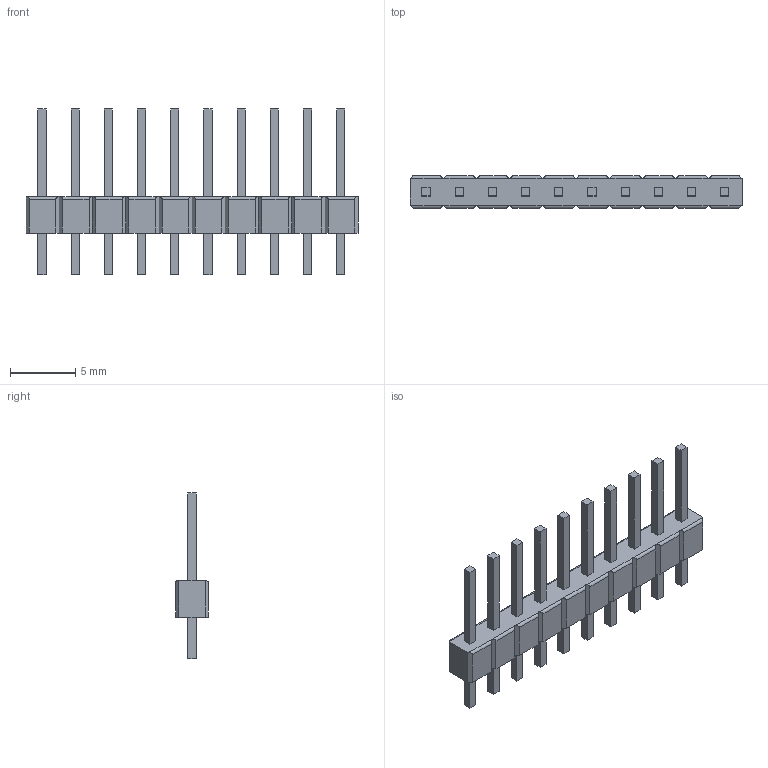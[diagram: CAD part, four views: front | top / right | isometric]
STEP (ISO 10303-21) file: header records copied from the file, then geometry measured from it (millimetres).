
FILE_DESCRIPTION((''),'2;1');
FILE_NAME('C-1-826629-0','2017-03-15T',('workeradm'),('Tyco Electronics Ltd.'),'CREO PARAMETRIC BY PTC INC, 2016050','CREO PARAMETRIC BY PTC INC, 2016050','');
FILE_SCHEMA(('AUTOMOTIVE_DESIGN { 1 0 10303 214 1 1 1 1 }'));
Length unit declared in the file: millimetre
Products named in the file (1): C-1-826629-0
Bounding box: 25.4 x 2.5 x 12.7 mm (x, y, z)
Volume: 213.2 mm3; surface area: 535.1 mm2
Topology: 1 solids, 1 shells, 184 faces, 486 edges, 324 vertices
Faces by surface type: plane 164, cylinder 20
Entity records: 5809 total; most frequent: CARTESIAN_POINT 1139, ORIENTED_EDGE 972, DIRECTION 814, EDGE_CURVE 486, VECTOR 446, LINE 446, VERTEX_POINT 324, EDGE_LOOP 204
